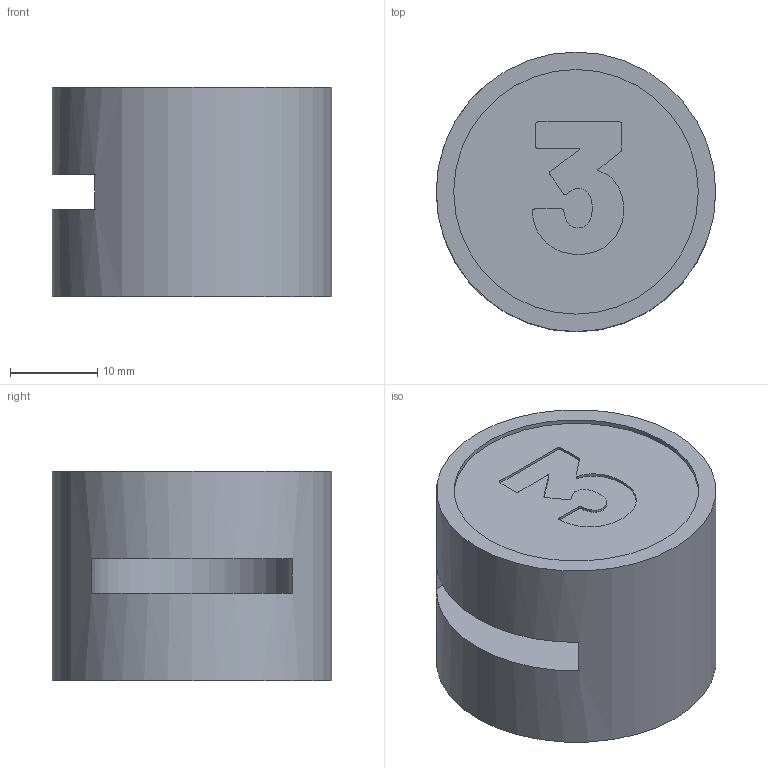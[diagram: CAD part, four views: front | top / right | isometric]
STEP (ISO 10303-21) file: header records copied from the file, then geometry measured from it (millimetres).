
FILE_DESCRIPTION(('FreeCAD Model'),'2;1');
FILE_NAME('Open CASCADE Shape Model','2025-12-17T16:03:08',(''),(''), 'Open CASCADE STEP processor 7.8','FreeCAD','Unknown');
FILE_SCHEMA(('AUTOMOTIVE_DESIGN { 1 0 10303 214 1 1 1 1 }'));
Length unit declared in the file: millimetre
Products named in the file (1): Cut
Bounding box: 32 x 32 x 24 mm (x, y, z)
Volume: 17259.2 mm3; surface area: 5029 mm2
Topology: 1 solids, 1 shells, 55 faces, 152 edges, 102 vertices
Faces by surface type: extrusion 34, plane 18, cylinder 3
Full cylindrical faces by diameter (mm): 28 x1, 32 x1
Entity records: 1822 total; most frequent: CARTESIAN_POINT 514, ORIENTED_EDGE 304, DIRECTION 172, EDGE_CURVE 152, VECTOR 108, VERTEX_POINT 102, B_SPLINE_CURVE_WITH_KNOTS 102, LINE 74
